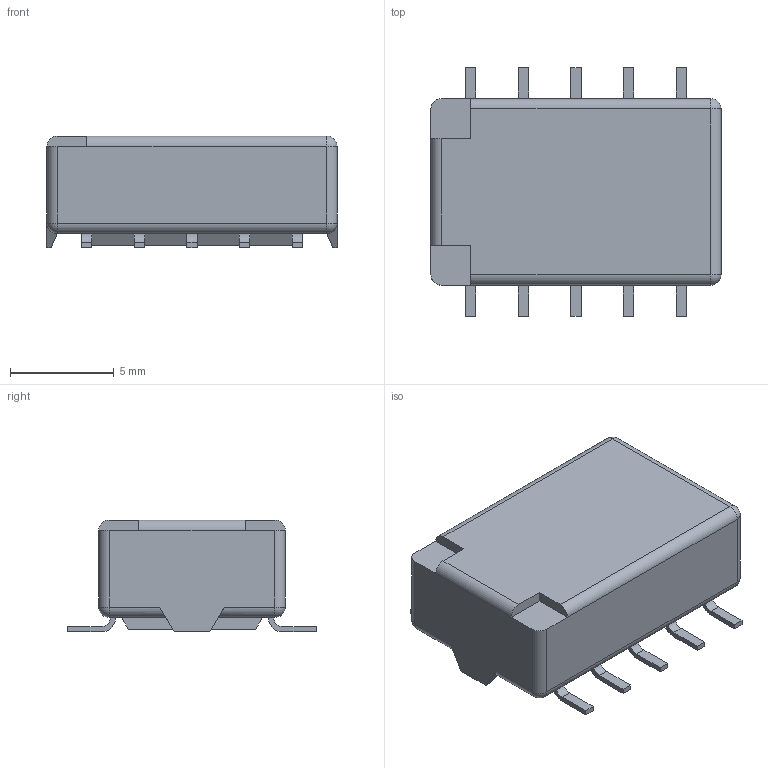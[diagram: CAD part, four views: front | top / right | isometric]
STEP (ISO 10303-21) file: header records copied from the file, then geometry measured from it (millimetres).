
FILE_DESCRIPTION(('FreeCAD Model'),'2;1');
FILE_NAME('User Library-TQ2SA-9V-Z.step','2017-03-22T16:57:17',('kicad StepUp'),( 'ksu MCAD'),'Open CASCADE STEP processor 6.8','FreeCAD','Unknown');
FILE_SCHEMA(('AUTOMOTIVE_DESIGN_CC2 { 1 2 10303 214 -1 1 5 4 }'));
Length unit declared in the file: millimetre
Products named in the file (1): User_Library-TQ2SA-9V-Z
Bounding box: 14 x 12 x 5.4 mm (x, y, z)
Volume: 627.4 mm3; surface area: 504.9 mm2
Topology: 1 solids, 1 shells, 115 faces, 290 edges, 182 vertices
Faces by surface type: plane 75, cylinder 34, sphere 6
Entity records: 4184 total; most frequent: CARTESIAN_POINT 594, DIRECTION 576, ORIENTED_EDGE 568, EDGE_CURVE 284, LINE 216, VECTOR 216, VERTEX_POINT 182, AXIS2_PLACEMENT_3D 180
